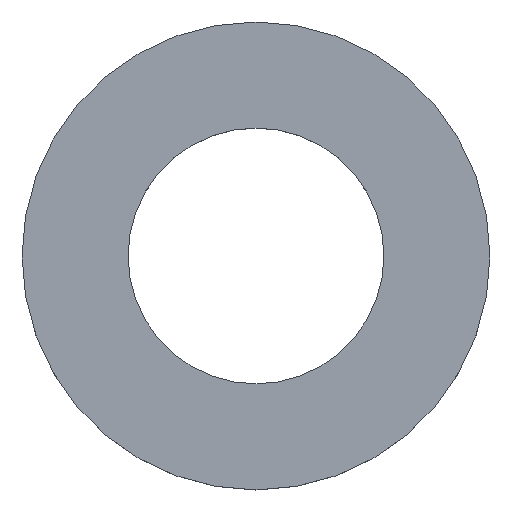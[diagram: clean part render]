
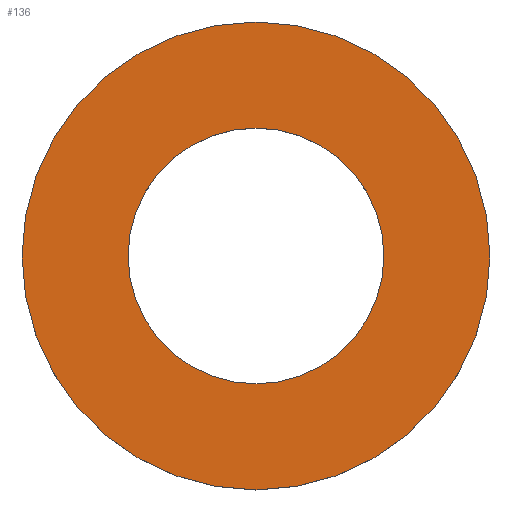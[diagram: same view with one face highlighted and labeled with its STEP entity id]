
A CAD part, top view. The second image highlights one B-rep face of the part: STEP entity #136.
In plain terms, the highlighted planar face has unit normal (0, 0, 1).
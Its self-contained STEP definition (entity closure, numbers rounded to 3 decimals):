
#5 = CARTESIAN_POINT ( 'NONE',  ( 0., 0., 26. ) ) ;
#10 = FACE_OUTER_BOUND ( 'NONE', #235, .T. ) ;
#19 = VERTEX_POINT ( 'NONE', #50 ) ;
#21 = DIRECTION ( 'NONE',  ( 0., 0., 1. ) ) ;
#28 = DIRECTION ( 'NONE',  ( 0., 0., 1. ) ) ;
#37 = CIRCLE ( 'NONE', #143, 150. ) ;
#42 = EDGE_CURVE ( 'NONE', #86, #19, #37, .T. ) ;
#43 = CIRCLE ( 'NONE', #80, 82. ) ;
#46 = PLANE ( 'NONE',  #65 ) ;
#50 = CARTESIAN_POINT ( 'NONE',  ( 150., 0., 26. ) ) ;
#63 = VERTEX_POINT ( 'NONE', #92 ) ;
#65 = AXIS2_PLACEMENT_3D ( 'NONE', #180, #28, #116 ) ;
#66 = CARTESIAN_POINT ( 'NONE',  ( 0., 0., 26. ) ) ;
#76 = DIRECTION ( 'NONE',  ( 0., 0., 1. ) ) ;
#80 = AXIS2_PLACEMENT_3D ( 'NONE', #66, #200, #240 ) ;
#81 = ORIENTED_EDGE ( 'NONE', *, *, #249, .T. ) ;
#86 = VERTEX_POINT ( 'NONE', #220 ) ;
#92 = CARTESIAN_POINT ( 'NONE',  ( -82., 0., 26. ) ) ;
#96 = CIRCLE ( 'NONE', #236, 82. ) ;
#97 = DIRECTION ( 'NONE',  ( 0., 0., 1. ) ) ;
#105 = EDGE_CURVE ( 'NONE', #112, #63, #43, .T. ) ;
#112 = VERTEX_POINT ( 'NONE', #113 ) ;
#113 = CARTESIAN_POINT ( 'NONE',  ( 82., 0., 26. ) ) ;
#116 = DIRECTION ( 'NONE',  ( 1., 0., 0. ) ) ;
#136 = ADVANCED_FACE ( 'NONE', ( #10, #193 ), #46, .T. ) ;
#139 = EDGE_CURVE ( 'NONE', #63, #112, #96, .T. ) ;
#143 = AXIS2_PLACEMENT_3D ( 'NONE', #5, #97, #218 ) ;
#153 = CIRCLE ( 'NONE', #192, 150. ) ;
#163 = DIRECTION ( 'NONE',  ( 1., 0., 0. ) ) ;
#165 = CARTESIAN_POINT ( 'NONE',  ( 0., 0., 26. ) ) ;
#167 = DIRECTION ( 'NONE',  ( 1., 0., 0. ) ) ;
#175 = EDGE_LOOP ( 'NONE', ( #219, #178 ) ) ;
#178 = ORIENTED_EDGE ( 'NONE', *, *, #105, .F. ) ;
#179 = ORIENTED_EDGE ( 'NONE', *, *, #42, .T. ) ;
#180 = CARTESIAN_POINT ( 'NONE',  ( 0., 0., 26. ) ) ;
#186 = CARTESIAN_POINT ( 'NONE',  ( 0., 0., 26. ) ) ;
#192 = AXIS2_PLACEMENT_3D ( 'NONE', #186, #76, #167 ) ;
#193 = FACE_BOUND ( 'NONE', #175, .T. ) ;
#200 = DIRECTION ( 'NONE',  ( 0., 0., 1. ) ) ;
#218 = DIRECTION ( 'NONE',  ( 1., 0., 0. ) ) ;
#219 = ORIENTED_EDGE ( 'NONE', *, *, #139, .F. ) ;
#220 = CARTESIAN_POINT ( 'NONE',  ( -150., 0., 26. ) ) ;
#235 = EDGE_LOOP ( 'NONE', ( #179, #81 ) ) ;
#236 = AXIS2_PLACEMENT_3D ( 'NONE', #165, #21, #163 ) ;
#240 = DIRECTION ( 'NONE',  ( 1., 0., 0. ) ) ;
#249 = EDGE_CURVE ( 'NONE', #19, #86, #153, .T. ) ;
